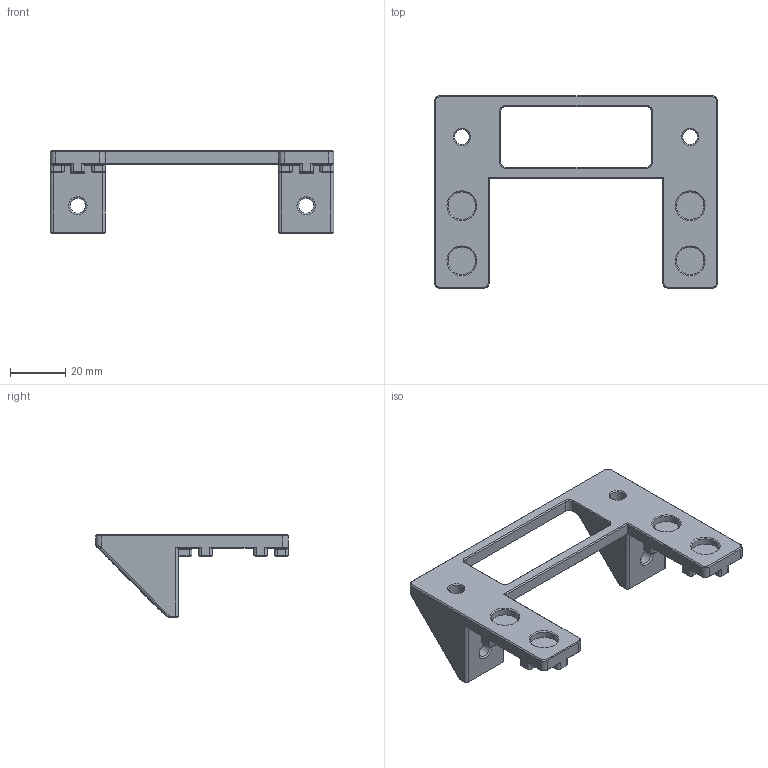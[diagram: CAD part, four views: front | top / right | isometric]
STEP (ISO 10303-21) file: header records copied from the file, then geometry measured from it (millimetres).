
FILE_DESCRIPTION(/* description */ (''),/* implementation_level */ '2;1');
FILE_NAME(/* name */ 'B-Z_Top_Brace-T.stp',/* time_stamp */ '2021-01-01T19:41:43-08:00',/* author */ (''),/* organization */ (''),/* preprocessor_version */ 'ST-DEVELOPER v18.1',/* originating_system */ 'Autodesk Translation Framework v9.7.0.1280',/* authorisation */ '');
FILE_SCHEMA (('AUTOMOTIVE_DESIGN { 1 0 10303 214 3 1 1 }'));
Length unit declared in the file: millimetre
Products named in the file (1): FusionComponent
Bounding box: 103 x 70 x 30 mm (x, y, z)
Volume: 30373.4 mm3; surface area: 14543.1 mm2
Topology: 1 solids, 1 shells, 438 faces, 1035 edges, 609 vertices
Faces by surface type: plane 215, cone 124, cylinder 77, bspline 16, sphere 4, torus 2
Full cylindrical faces by diameter (mm): 5.5 x8, 10 x8
Entity records: 12969 total; most frequent: CARTESIAN_POINT 2820, DIRECTION 2175, ORIENTED_EDGE 2070, EDGE_CURVE 1035, AXIS2_PLACEMENT_3D 760, LINE 655, VECTOR 655, VERTEX_POINT 609
